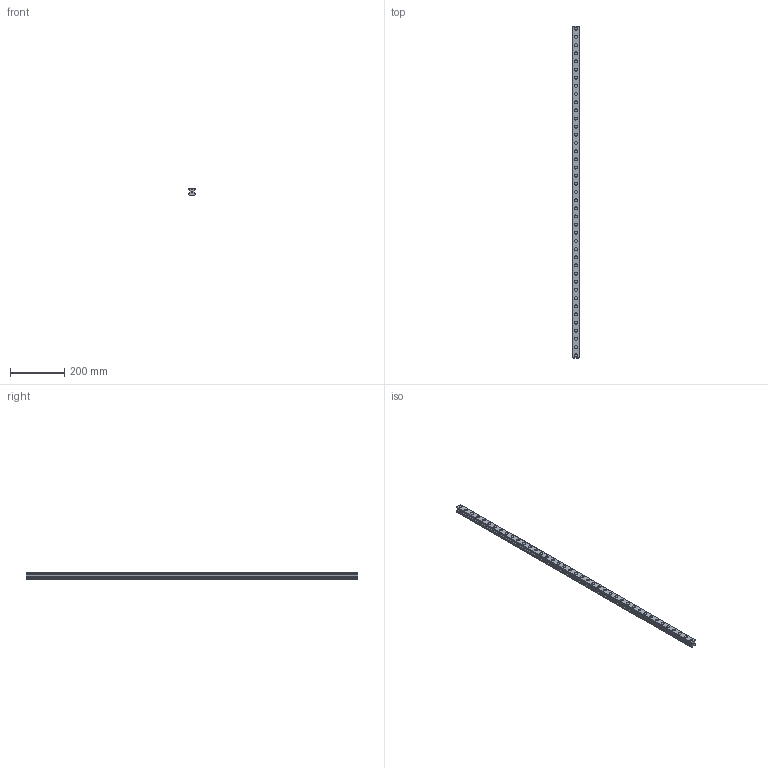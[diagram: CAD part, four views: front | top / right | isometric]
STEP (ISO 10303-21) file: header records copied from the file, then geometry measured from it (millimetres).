
FILE_DESCRIPTION(('STEP AP214'),'1');
FILE_NAME('cctmp_0060A0AF-03CD-4088-A715-822D83783BF0_2021_03_10_11_43_35_0641..stp','2021-03-10T10:43:35',('HIWIN GmbH'),('CADClick - www.CADClick.com'),'Spatial InterOp 3D',' ','unknown authorization');
FILE_SCHEMA(('AUTOMOTIVE_DESIGN'));
Length unit declared in the file: millimetre
Products named in the file (1): RGR25R1220H_FILE
Bounding box: 23 x 1220 x 23.6 mm (x, y, z)
Volume: 488798.2 mm3; surface area: 152158.5 mm2
Topology: 1 solids, 1 shells, 486 faces, 1071 edges, 714 vertices
Faces by surface type: cylinder 264, plane 222
Entity records: 17515 total; most frequent: DIRECTION 2573, CARTESIAN_POINT 2272, ORIENTED_EDGE 2142, EDGE_CURVE 1071, AXIS2_PLACEMENT_3D 1015, VERTEX_POINT 714, EDGE_LOOP 613, LINE 543
